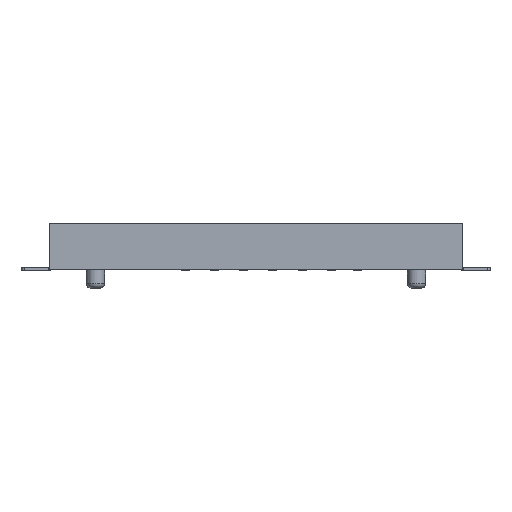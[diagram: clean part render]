
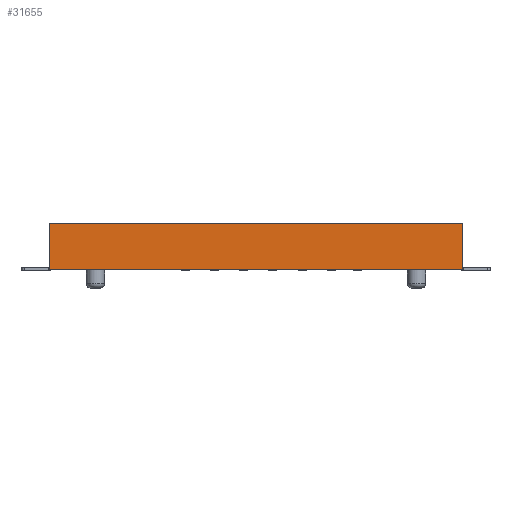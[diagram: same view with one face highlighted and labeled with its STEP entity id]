
A CAD part, front view. The second image highlights one B-rep face of the part: STEP entity #31655.
In plain terms, the highlighted planar face has unit normal (0, -1, 0).
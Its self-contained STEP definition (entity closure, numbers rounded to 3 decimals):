
#2844 = EDGE_CURVE ( 'NONE', #22955, #7722, #9083, .T. ) ;
#3729 = EDGE_LOOP ( 'NONE', ( #36964, #26259, #30091, #20260 ) ) ;
#4626 = VERTEX_POINT ( 'NONE', #32285 ) ;
#5835 = DIRECTION ( 'NONE',  ( 0., 1., 0. ) ) ;
#6120 = VECTOR ( 'NONE', #30825, 1000. ) ;
#6654 = LINE ( 'NONE', #25103, #16747 ) ;
#7444 = CARTESIAN_POINT ( 'NONE',  ( 9., -14.55, 2. ) ) ;
#7722 = VERTEX_POINT ( 'NONE', #15481 ) ;
#8806 = FACE_OUTER_BOUND ( 'NONE', #3729, .T. ) ;
#9083 = LINE ( 'NONE', #22088, #25065 ) ;
#10358 = VERTEX_POINT ( 'NONE', #17617 ) ;
#15281 = LINE ( 'NONE', #27926, #6120 ) ;
#15481 = CARTESIAN_POINT ( 'NONE',  ( -9., -14.55, 2. ) ) ;
#16747 = VECTOR ( 'NONE', #37939, 1000. ) ;
#17617 = CARTESIAN_POINT ( 'NONE',  ( -9., -14.55, 0. ) ) ;
#18487 = DIRECTION ( 'NONE',  ( 0., 0., 1. ) ) ;
#20260 = ORIENTED_EDGE ( 'NONE', *, *, #2844, .T. ) ;
#20589 = EDGE_CURVE ( 'NONE', #4626, #10358, #6654, .T. ) ;
#22088 = CARTESIAN_POINT ( 'NONE',  ( 9., -14.55, 2. ) ) ;
#22318 = CARTESIAN_POINT ( 'NONE',  ( 9., -14.55, 0. ) ) ;
#22955 = VERTEX_POINT ( 'NONE', #7444 ) ;
#25065 = VECTOR ( 'NONE', #34125, 1000. ) ;
#25103 = CARTESIAN_POINT ( 'NONE',  ( 9., -14.55, 0. ) ) ;
#26259 = ORIENTED_EDGE ( 'NONE', *, *, #20589, .F. ) ;
#27219 = PLANE ( 'NONE',  #38063 ) ;
#27926 = CARTESIAN_POINT ( 'NONE',  ( -9., -14.55, 0. ) ) ;
#28195 = EDGE_CURVE ( 'NONE', #7722, #10358, #15281, .T. ) ;
#30091 = ORIENTED_EDGE ( 'NONE', *, *, #33563, .F. ) ;
#30825 = DIRECTION ( 'NONE',  ( 0., 0., -1. ) ) ;
#31655 = ADVANCED_FACE ( 'NONE', ( #8806 ), #27219, .F. ) ;
#32285 = CARTESIAN_POINT ( 'NONE',  ( 9., -14.55, 0. ) ) ;
#33563 = EDGE_CURVE ( 'NONE', #22955, #4626, #38265, .T. ) ;
#34125 = DIRECTION ( 'NONE',  ( -1., 0., 0. ) ) ;
#34971 = DIRECTION ( 'NONE',  ( 0., 0., -1. ) ) ;
#36964 = ORIENTED_EDGE ( 'NONE', *, *, #28195, .T. ) ;
#37116 = VECTOR ( 'NONE', #34971, 1000. ) ;
#37357 = CARTESIAN_POINT ( 'NONE',  ( 9., -14.55, 0. ) ) ;
#37939 = DIRECTION ( 'NONE',  ( -1., 0., 0. ) ) ;
#38063 = AXIS2_PLACEMENT_3D ( 'NONE', #37357, #5835, #18487 ) ;
#38265 = LINE ( 'NONE', #22318, #37116 ) ;
